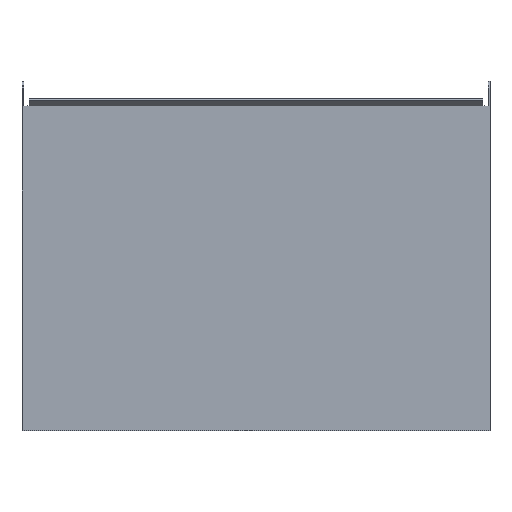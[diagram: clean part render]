
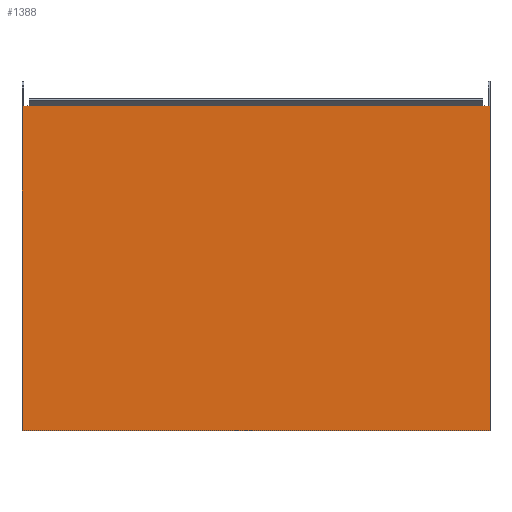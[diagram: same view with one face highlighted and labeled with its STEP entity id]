
A CAD part, top view. The second image highlights one B-rep face of the part: STEP entity #1388.
In plain terms, the highlighted planar face has unit normal (0, 0, 1).
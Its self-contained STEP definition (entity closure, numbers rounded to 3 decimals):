
#36 = VECTOR ( 'NONE', #1499, 1000. ) ;
#41 = EDGE_CURVE ( 'NONE', #351, #272, #703, .T. ) ;
#168 = EDGE_CURVE ( 'NONE', #731, #1321, #214, .T. ) ;
#197 = EDGE_LOOP ( 'NONE', ( #1394, #1512, #1727, #754, #1694, #1716, #1209, #1971, #2241, #1951 ) ) ;
#214 = LINE ( 'NONE', #1502, #939 ) ;
#252 = CARTESIAN_POINT ( 'NONE',  ( 209.498, 148.499, 1.5 ) ) ;
#267 = VERTEX_POINT ( 'NONE', #689 ) ;
#272 = VERTEX_POINT ( 'NONE', #527 ) ;
#308 = VECTOR ( 'NONE', #1751, 1000. ) ;
#346 = AXIS2_PLACEMENT_3D ( 'NONE', #1006, #657, #1785 ) ;
#351 = VERTEX_POINT ( 'NONE', #1448 ) ;
#399 = EDGE_CURVE ( 'NONE', #2151, #1724, #2329, .T. ) ;
#413 = DIRECTION ( 'NONE',  ( -1., 0., 0. ) ) ;
#430 = DIRECTION ( 'NONE',  ( 1., 0., 0. ) ) ;
#449 = CARTESIAN_POINT ( 'NONE',  ( 0., -150., 1.5 ) ) ;
#463 = EDGE_CURVE ( 'NONE', #1614, #1937, #935, .T. ) ;
#527 = CARTESIAN_POINT ( 'NONE',  ( 215., 148.5, 1.5 ) ) ;
#568 = CARTESIAN_POINT ( 'NONE',  ( -209.498, 148.5, 1.5 ) ) ;
#573 = EDGE_CURVE ( 'NONE', #351, #2151, #1898, .T. ) ;
#635 = CARTESIAN_POINT ( 'NONE',  ( -215., -150., 1.5 ) ) ;
#642 = DIRECTION ( 'NONE',  ( 0., -1., 0. ) ) ;
#657 = DIRECTION ( 'NONE',  ( 0., 0., -1. ) ) ;
#689 = CARTESIAN_POINT ( 'NONE',  ( 215., -150., 1.5 ) ) ;
#703 = LINE ( 'NONE', #917, #1013 ) ;
#731 = VERTEX_POINT ( 'NONE', #2177 ) ;
#754 = ORIENTED_EDGE ( 'NONE', *, *, #41, .F. ) ;
#757 = VECTOR ( 'NONE', #2007, 1000. ) ;
#758 = CARTESIAN_POINT ( 'NONE',  ( 209.498, 148.499, 1.5 ) ) ;
#796 = CARTESIAN_POINT ( 'NONE',  ( 209.498, 148.499, 1.5 ) ) ;
#821 = LINE ( 'NONE', #252, #1364 ) ;
#823 = VERTEX_POINT ( 'NONE', #635 ) ;
#909 = EDGE_CURVE ( 'NONE', #267, #823, #1717, .T. ) ;
#917 = CARTESIAN_POINT ( 'NONE',  ( -213.5, 148.5, 1.5 ) ) ;
#935 = LINE ( 'NONE', #758, #2077 ) ;
#939 = VECTOR ( 'NONE', #430, 1000. ) ;
#973 = VECTOR ( 'NONE', #1758, 1000. ) ;
#984 = DIRECTION ( 'NONE',  ( -1., 0., 0. ) ) ;
#989 = DIRECTION ( 'NONE',  ( 1., 0., 0. ) ) ;
#1006 = CARTESIAN_POINT ( 'NONE',  ( 0., 0., 1.5 ) ) ;
#1013 = VECTOR ( 'NONE', #1842, 1000. ) ;
#1037 = LINE ( 'NONE', #1747, #973 ) ;
#1169 = VECTOR ( 'NONE', #642, 1000. ) ;
#1194 = EDGE_CURVE ( 'NONE', #1937, #1321, #1286, .T. ) ;
#1209 = ORIENTED_EDGE ( 'NONE', *, *, #1941, .F. ) ;
#1256 = CARTESIAN_POINT ( 'NONE',  ( 209.498, 148.499, 1.5 ) ) ;
#1286 = LINE ( 'NONE', #1968, #757 ) ;
#1307 = VECTOR ( 'NONE', #984, 1000. ) ;
#1321 = VERTEX_POINT ( 'NONE', #568 ) ;
#1364 = VECTOR ( 'NONE', #989, 1000. ) ;
#1388 = ADVANCED_FACE ( 'NONE', ( #1504 ), #2229, .F. ) ;
#1394 = ORIENTED_EDGE ( 'NONE', *, *, #1912, .F. ) ;
#1427 = EDGE_CURVE ( 'NONE', #272, #267, #1916, .T. ) ;
#1448 = CARTESIAN_POINT ( 'NONE',  ( 209.498, 148.5, 1.5 ) ) ;
#1499 = DIRECTION ( 'NONE',  ( -1., 0., 0. ) ) ;
#1502 = CARTESIAN_POINT ( 'NONE',  ( -213.5, 148.5, 1.5 ) ) ;
#1504 = FACE_OUTER_BOUND ( 'NONE', #197, .T. ) ;
#1512 = ORIENTED_EDGE ( 'NONE', *, *, #909, .F. ) ;
#1614 = VERTEX_POINT ( 'NONE', #2180 ) ;
#1694 = ORIENTED_EDGE ( 'NONE', *, *, #573, .T. ) ;
#1716 = ORIENTED_EDGE ( 'NONE', *, *, #399, .T. ) ;
#1717 = LINE ( 'NONE', #449, #1307 ) ;
#1724 = VERTEX_POINT ( 'NONE', #2355 ) ;
#1727 = ORIENTED_EDGE ( 'NONE', *, *, #1427, .F. ) ;
#1747 = CARTESIAN_POINT ( 'NONE',  ( -215., 0., 1.5 ) ) ;
#1751 = DIRECTION ( 'NONE',  ( 0., -1., 0. ) ) ;
#1758 = DIRECTION ( 'NONE',  ( 0., 1., 0. ) ) ;
#1785 = DIRECTION ( 'NONE',  ( 0., -1., 0. ) ) ;
#1842 = DIRECTION ( 'NONE',  ( 1., 0., 0. ) ) ;
#1898 = LINE ( 'NONE', #2101, #1169 ) ;
#1912 = EDGE_CURVE ( 'NONE', #823, #731, #1037, .T. ) ;
#1916 = LINE ( 'NONE', #2138, #308 ) ;
#1937 = VERTEX_POINT ( 'NONE', #2102 ) ;
#1941 = EDGE_CURVE ( 'NONE', #1614, #1724, #821, .T. ) ;
#1951 = ORIENTED_EDGE ( 'NONE', *, *, #168, .F. ) ;
#1968 = CARTESIAN_POINT ( 'NONE',  ( -209.498, 148.5, 1.5 ) ) ;
#1971 = ORIENTED_EDGE ( 'NONE', *, *, #463, .T. ) ;
#2007 = DIRECTION ( 'NONE',  ( 0., 1., 0. ) ) ;
#2077 = VECTOR ( 'NONE', #413, 1000. ) ;
#2101 = CARTESIAN_POINT ( 'NONE',  ( 209.498, 148.499, 1.5 ) ) ;
#2102 = CARTESIAN_POINT ( 'NONE',  ( -209.498, 148.499, 1.5 ) ) ;
#2138 = CARTESIAN_POINT ( 'NONE',  ( 215., 0., 1.5 ) ) ;
#2151 = VERTEX_POINT ( 'NONE', #796 ) ;
#2177 = CARTESIAN_POINT ( 'NONE',  ( -215., 148.5, 1.5 ) ) ;
#2180 = CARTESIAN_POINT ( 'NONE',  ( -208.498, 148.499, 1.5 ) ) ;
#2229 = PLANE ( 'NONE',  #346 ) ;
#2241 = ORIENTED_EDGE ( 'NONE', *, *, #1194, .T. ) ;
#2329 = LINE ( 'NONE', #1256, #36 ) ;
#2355 = CARTESIAN_POINT ( 'NONE',  ( 208.498, 148.499, 1.5 ) ) ;
